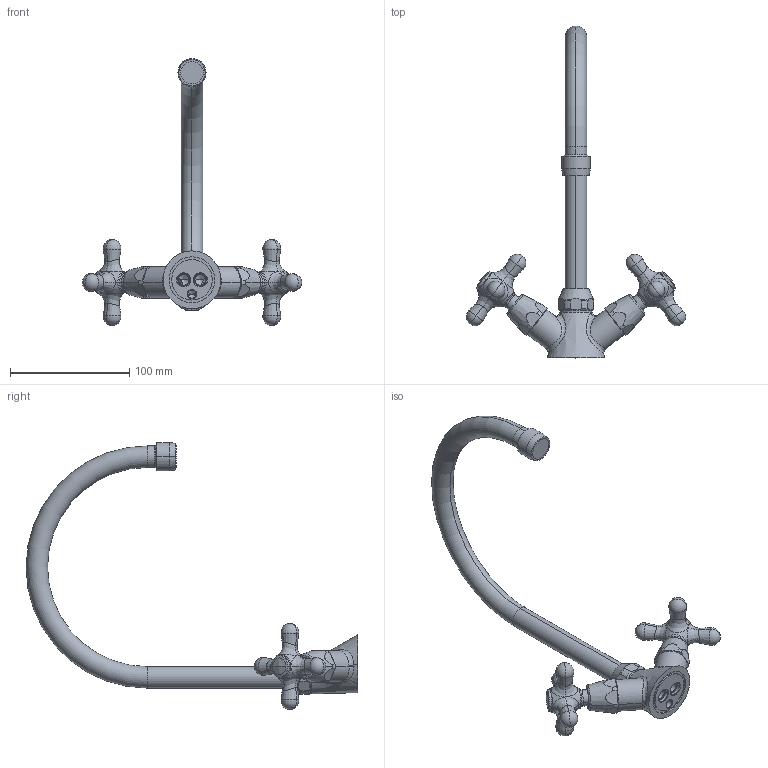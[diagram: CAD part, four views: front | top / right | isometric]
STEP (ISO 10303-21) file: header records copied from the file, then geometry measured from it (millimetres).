
FILE_DESCRIPTION((''),'2;1');
FILE_NAME('IRV180CR','2021-11-10T17:16:59',('ut3'),('PAFFONI SpA'),'CREO PARAMETRIC BY PTC INC, 2020044','CREO PARAMETRIC BY PTC INC, 2020044','');
FILE_SCHEMA(('CONFIG_CONTROL_DESIGN','SHAPE_APPEARANCE_LAYERS_GROUPS'));
Length unit declared in the file: millimetre
Products named in the file (1): IRV180CR
Bounding box: 183.9 x 278.1 x 223.65 mm (x, y, z)
Volume: 226251.5 mm3; surface area: 65566.8 mm2
Topology: 1 solids, 1 shells, 450 faces, 1054 edges, 612 vertices
Faces by surface type: plane 136, cone 108, cylinder 102, bspline 48, torus 40, sphere 16
Entity records: 20885 total; most frequent: CARTESIAN_POINT 7880, DIRECTION 2052, ORIENTED_EDGE 2052, EDGE_CURVE 1026, AXIS2_PLACEMENT_3D 844, VERTEX_POINT 612, EDGE_LOOP 486, FACE_OUTER_BOUND 450
